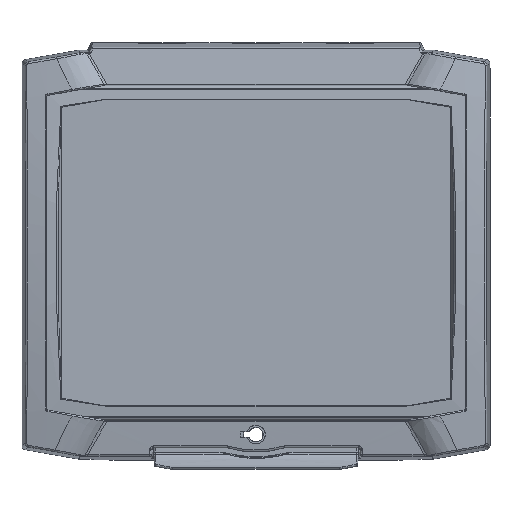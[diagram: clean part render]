
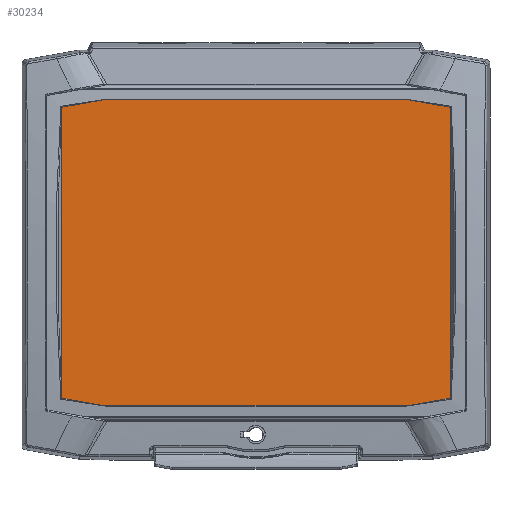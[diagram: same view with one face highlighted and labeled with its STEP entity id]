
A CAD part, top view. The second image highlights one B-rep face of the part: STEP entity #30234.
In plain terms, the highlighted planar face has unit normal (0, 0, 1).
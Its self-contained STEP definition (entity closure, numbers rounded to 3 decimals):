
#740=PLANE('',#32649);
#1594=LINE('',#62915,#4292);
#1599=LINE('',#62958,#4297);
#1653=LINE('',#64895,#4351);
#1654=LINE('',#64974,#4352);
#1657=LINE('',#65068,#4355);
#1658=LINE('',#65147,#4356);
#2530=LINE('',#69536,#5228);
#2531=LINE('',#69537,#5229);
#4292=VECTOR('',#35949,142.418);
#4297=VECTOR('',#35962,142.418);
#4351=VECTOR('',#36280,21.832);
#4352=VECTOR('',#36289,21.832);
#4355=VECTOR('',#36298,21.832);
#4356=VECTOR('',#36307,21.832);
#5228=VECTOR('',#38395,147.);
#5229=VECTOR('',#38396,147.);
#8299=FACE_OUTER_BOUND('',#10084,.T.);
#10084=EDGE_LOOP('',(#24417,#24418,#24419,#24420,#24421,#24422,#24423,#24424));
#13020=VERTEX_POINT('',#62912);
#13021=VERTEX_POINT('',#62914);
#13028=VERTEX_POINT('',#62955);
#13029=VERTEX_POINT('',#62957);
#13132=VERTEX_POINT('',#64893);
#13134=VERTEX_POINT('',#64973);
#13136=VERTEX_POINT('',#65066);
#13138=VERTEX_POINT('',#65146);
#16274=EDGE_CURVE('',#13021,#13020,#1594,.T.);
#16283=EDGE_CURVE('',#13029,#13028,#1599,.T.);
#16445=EDGE_CURVE('',#13028,#13132,#1653,.T.);
#16449=EDGE_CURVE('',#13134,#13021,#1654,.T.);
#16455=EDGE_CURVE('',#13020,#13136,#1657,.T.);
#16459=EDGE_CURVE('',#13138,#13029,#1658,.T.);
#17596=EDGE_CURVE('',#13136,#13138,#2530,.T.);
#17597=EDGE_CURVE('',#13132,#13134,#2531,.T.);
#24417=ORIENTED_EDGE('',*,*,#16274,.T.);
#24418=ORIENTED_EDGE('',*,*,#16455,.T.);
#24419=ORIENTED_EDGE('',*,*,#17596,.T.);
#24420=ORIENTED_EDGE('',*,*,#16459,.T.);
#24421=ORIENTED_EDGE('',*,*,#16283,.T.);
#24422=ORIENTED_EDGE('',*,*,#16445,.T.);
#24423=ORIENTED_EDGE('',*,*,#17597,.T.);
#24424=ORIENTED_EDGE('',*,*,#16449,.T.);
#30234=ADVANCED_FACE('',(#8299),#740,.T.);
#32649=AXIS2_PLACEMENT_3D('',#69535,#38393,#38394);
#35949=DIRECTION('',(0.,1.,0.));
#35962=DIRECTION('',(0.,-1.,0.));
#36280=DIRECTION('',(0.985,-0.174,0.));
#36289=DIRECTION('',(0.985,0.174,0.));
#36298=DIRECTION('',(-0.985,0.174,0.));
#36307=DIRECTION('',(-0.985,-0.174,0.));
#38393=DIRECTION('center_axis',(0.,0.,1.));
#38394=DIRECTION('ref_axis',(1.,0.,0.));
#38395=DIRECTION('',(-1.,0.,0.));
#38396=DIRECTION('',(1.,0.,0.));
#62912=CARTESIAN_POINT('',(95.,71.209,9.2));
#62914=CARTESIAN_POINT('',(95.,-71.209,9.2));
#62915=CARTESIAN_POINT('',(95.,-71.209,9.2));
#62955=CARTESIAN_POINT('',(-95.,-71.209,9.2));
#62957=CARTESIAN_POINT('',(-95.,71.209,9.2));
#62958=CARTESIAN_POINT('',(-95.,71.209,9.2));
#64893=CARTESIAN_POINT('',(-73.5,-75.,9.2));
#64895=CARTESIAN_POINT('',(-95.,-71.209,9.2));
#64973=CARTESIAN_POINT('',(73.5,-75.,9.2));
#64974=CARTESIAN_POINT('',(73.5,-75.,9.2));
#65066=CARTESIAN_POINT('',(73.5,75.,9.2));
#65068=CARTESIAN_POINT('',(95.,71.209,9.2));
#65146=CARTESIAN_POINT('',(-73.5,75.,9.2));
#65147=CARTESIAN_POINT('',(-73.5,75.,9.2));
#69535=CARTESIAN_POINT('Origin',(0.,0.,9.2));
#69536=CARTESIAN_POINT('',(73.5,75.,9.2));
#69537=CARTESIAN_POINT('',(-73.5,-75.,9.2));
